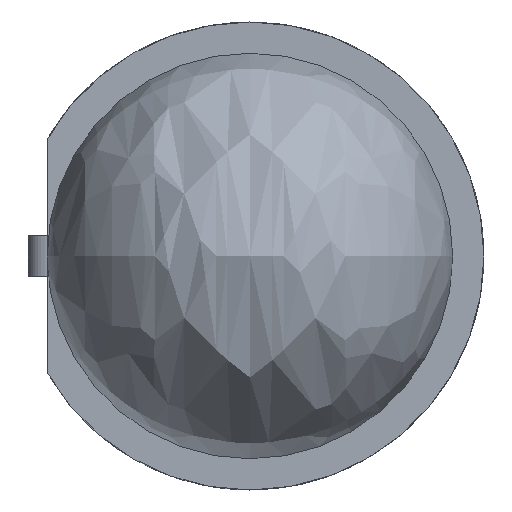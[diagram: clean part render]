
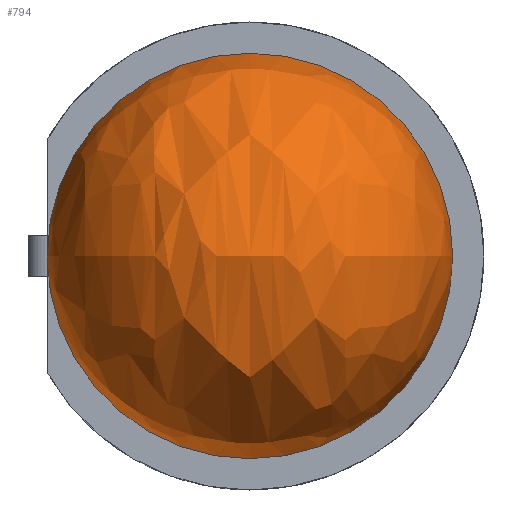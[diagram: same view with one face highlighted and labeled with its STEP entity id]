
A CAD part, left-side view. The second image highlights one B-rep face of the part: STEP entity #794.
In plain terms, the highlighted free-form (B-spline) face has degree [3, 3] with [4, 4] control points.
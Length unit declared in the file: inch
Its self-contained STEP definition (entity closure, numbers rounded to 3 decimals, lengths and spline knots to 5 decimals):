
#1 = CARTESIAN_POINT ( 'NONE',  ( -0.2385, 0., 0. ) ) ;
#39 = CARTESIAN_POINT ( 'NONE',  ( -0.6405, 0.1005, 0.201 ) ) ;
#53 = DIRECTION ( 'NONE',  ( 0., 0., 1. ) ) ;
#96 = CARTESIAN_POINT ( 'NONE',  ( -0.2385, 0.1005, 0. ) ) ;
#107 = DIRECTION ( 'NONE',  ( 1., 0., 0. ) ) ;
#145 = CARTESIAN_POINT ( 'NONE',  ( -0.2385, -0.1005, -0.201 ) ) ;
#168 = ORIENTED_EDGE ( 'NONE', *, *, #1081, .F. ) ;
#192 = DIRECTION ( 'NONE',  ( 0., 0., 1. ) ) ;
#199 = CARTESIAN_POINT ( 'NONE',  ( -0.6405, 0.1005, -0.201 ) ) ;
#200 = EDGE_CURVE ( 'NONE', #614, #989, #1125, .T. ) ;
#251 = CARTESIAN_POINT ( 'NONE',  ( -0.6405, -0.1005, 0.201 ) ) ;
#261 = EDGE_LOOP ( 'NONE', ( #168, #375, #740, #1152 ) ) ;
#269 = AXIS2_PLACEMENT_3D ( 'NONE', #542, #1238, #634 ) ;
#277 = EDGE_CURVE ( 'NONE', #448, #614, #474, .T. ) ;
#282 = CARTESIAN_POINT ( 'NONE',  ( -0.2385, 0.1005, 0. ) ) ;
#298 = FACE_OUTER_BOUND ( 'NONE', #261, .T. ) ;
#311 = DIRECTION ( 'NONE',  ( 1., 0., 0. ) ) ;
#314 = CIRCLE ( 'NONE', #269, 0.1005 ) ;
#354 = CARTESIAN_POINT ( 'NONE',  ( -0.2385, -0.1005, 0. ) ) ;
#375 = ORIENTED_EDGE ( 'NONE', *, *, #200, .F. ) ;
#448 = VERTEX_POINT ( 'NONE', #282 ) ;
#458 = CARTESIAN_POINT ( 'NONE',  ( -0.2385, -0.1005, 0. ) ) ;
#474 = CIRCLE ( 'NONE', #861, 0.1005 ) ;
#520 = CARTESIAN_POINT ( 'NONE',  ( -0.2385, -0.1005, 0. ) ) ;
#542 = CARTESIAN_POINT ( 'NONE',  ( -0.2385, 0., 0. ) ) ;
#604 = CARTESIAN_POINT ( 'NONE',  ( -0.2385, 0.1005, 0. ) ) ;
#614 = VERTEX_POINT ( 'NONE', #928 ) ;
#634 = DIRECTION ( 'NONE',  ( 0., 0., 1. ) ) ;
#650 = AXIS2_PLACEMENT_3D ( 'NONE', #1, #107, #660 ) ;
#658 = DIRECTION ( 'NONE',  ( 1., 0., 0. ) ) ;
#660 = DIRECTION ( 'NONE',  ( 0., 0., 1. ) ) ;
#694 = CARTESIAN_POINT ( 'NONE',  ( -0.2385, 0.1005, 0. ) ) ;
#698 = CARTESIAN_POINT ( 'NONE',  ( -0.2385, 0.1005, 0. ) ) ;
#706 = CARTESIAN_POINT ( 'NONE',  ( -0.2385, 0., 0. ) ) ;
#740 = ORIENTED_EDGE ( 'NONE', *, *, #277, .F. ) ;
#752 = CARTESIAN_POINT ( 'NONE',  ( -0.2385, 0.1005, 0.201 ) ) ;
#794 = ADVANCED_FACE ( 'NONE', ( #298 ), #1030, .T. ) ;
#795 = VERTEX_POINT ( 'NONE', #1307 ) ;
#799 = CIRCLE ( 'NONE', #1078, 0.1005 ) ;
#811 = CARTESIAN_POINT ( 'NONE',  ( -0.2385, 0.1005, -0.201 ) ) ;
#857 = CARTESIAN_POINT ( 'NONE',  ( -0.6405, -0.1005, -0.201 ) ) ;
#861 = AXIS2_PLACEMENT_3D ( 'NONE', #706, #311, #192 ) ;
#928 = CARTESIAN_POINT ( 'NONE',  ( -0.2385, 0., 0.1005 ) ) ;
#948 = CARTESIAN_POINT ( 'NONE',  ( -0.2385, -0.1005, 0.201 ) ) ;
#989 = VERTEX_POINT ( 'NONE', #520 ) ;
#1030 =( BOUNDED_SURFACE ( )  B_SPLINE_SURFACE ( 3, 3, ( 
 ( #604, #694, #698, #96 ),
 ( #811, #199, #39, #752 ),
 ( #145, #857, #251, #948 ),
 ( #354, #1053, #458, #1153 ) ),
 .UNSPECIFIED., .F., .F., .F. ) 
 B_SPLINE_SURFACE_WITH_KNOTS ( ( 4, 4 ),
 ( 4, 4 ),
 ( 0., 1. ),
 ( 0., 1. ),
 .UNSPECIFIED. ) 
 GEOMETRIC_REPRESENTATION_ITEM ( )  RATIONAL_B_SPLINE_SURFACE ( (
 ( 1., 0.333, 0.333, 1.),
 ( 0.333, 0.111, 0.111, 0.333),
 ( 0.333, 0.111, 0.111, 0.333),
 ( 1., 0.333, 0.333, 1.) ) ) 
 REPRESENTATION_ITEM ( '' )  SURFACE ( )  );
#1053 = CARTESIAN_POINT ( 'NONE',  ( -0.2385, -0.1005, 0. ) ) ;
#1078 = AXIS2_PLACEMENT_3D ( 'NONE', #1266, #658, #53 ) ;
#1081 = EDGE_CURVE ( 'NONE', #989, #795, #314, .T. ) ;
#1125 = CIRCLE ( 'NONE', #650, 0.1005 ) ;
#1152 = ORIENTED_EDGE ( 'NONE', *, *, #1287, .F. ) ;
#1153 = CARTESIAN_POINT ( 'NONE',  ( -0.2385, -0.1005, 0. ) ) ;
#1238 = DIRECTION ( 'NONE',  ( 1., 0., 0. ) ) ;
#1266 = CARTESIAN_POINT ( 'NONE',  ( -0.2385, 0., 0. ) ) ;
#1287 = EDGE_CURVE ( 'NONE', #795, #448, #799, .T. ) ;
#1307 = CARTESIAN_POINT ( 'NONE',  ( -0.2385, 0., -0.1005 ) ) ;
